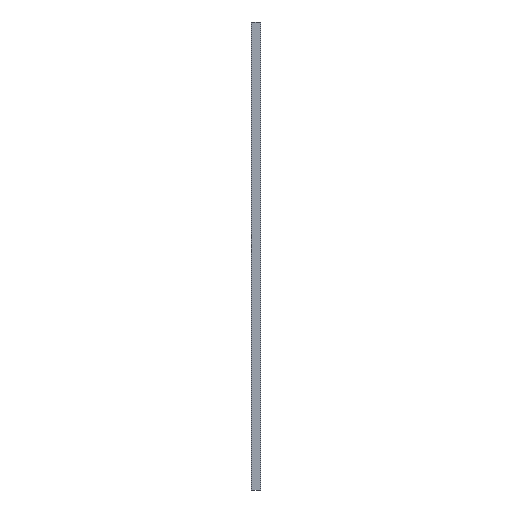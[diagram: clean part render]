
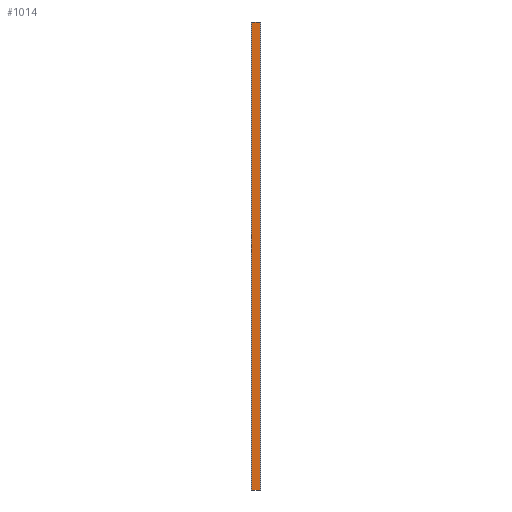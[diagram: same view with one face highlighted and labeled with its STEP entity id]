
A CAD part, left-side view. The second image highlights one B-rep face of the part: STEP entity #1014.
In plain terms, the highlighted planar face has unit normal (-1, 0, 0).
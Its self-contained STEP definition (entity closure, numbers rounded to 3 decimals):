
#82 = LINE ( 'NONE', #2916, #8684 ) ;
#191 = DIRECTION ( 'NONE',  ( 0., -1., 0. ) ) ;
#260 = CARTESIAN_POINT ( 'NONE',  ( -17.088, -44.963, 3000. ) ) ;
#391 = AXIS2_PLACEMENT_3D ( 'NONE', #4042, #8173, #2640 ) ;
#561 = EDGE_CURVE ( 'NONE', #6687, #2349, #82, .T. ) ;
#745 = EDGE_CURVE ( 'NONE', #5280, #1080, #7908, .T. ) ;
#795 = ORIENTED_EDGE ( 'NONE', *, *, #1223, .T. ) ;
#1014 = ADVANCED_FACE ( 'NONE', ( #3952 ), #5335, .F. ) ;
#1080 = VERTEX_POINT ( 'NONE', #7431 ) ;
#1084 = CARTESIAN_POINT ( 'NONE',  ( -17.088, 12.037, 3000. ) ) ;
#1223 = EDGE_CURVE ( 'NONE', #2349, #1080, #6597, .T. ) ;
#1577 = ORIENTED_EDGE ( 'NONE', *, *, #6585, .F. ) ;
#2349 = VERTEX_POINT ( 'NONE', #4243 ) ;
#2640 = DIRECTION ( 'NONE',  ( 0., 1., 0. ) ) ;
#2916 = CARTESIAN_POINT ( 'NONE',  ( -17.088, 12.037, 3000. ) ) ;
#3924 = EDGE_LOOP ( 'NONE', ( #795, #4001, #1577, #7372 ) ) ;
#3952 = FACE_OUTER_BOUND ( 'NONE', #3924, .T. ) ;
#4001 = ORIENTED_EDGE ( 'NONE', *, *, #745, .F. ) ;
#4042 = CARTESIAN_POINT ( 'NONE',  ( -17.088, 12.037, 3000. ) ) ;
#4243 = CARTESIAN_POINT ( 'NONE',  ( -17.088, 12.037, 0. ) ) ;
#4341 = DIRECTION ( 'NONE',  ( 0., 0., -1. ) ) ;
#5280 = VERTEX_POINT ( 'NONE', #260 ) ;
#5283 = VECTOR ( 'NONE', #191, 1000. ) ;
#5335 = PLANE ( 'NONE',  #391 ) ;
#5560 = VECTOR ( 'NONE', #4341, 1000. ) ;
#5707 = CARTESIAN_POINT ( 'NONE',  ( -17.088, 12.037, 3000. ) ) ;
#6375 = CARTESIAN_POINT ( 'NONE',  ( -17.088, -44.963, 3000. ) ) ;
#6585 = EDGE_CURVE ( 'NONE', #6687, #5280, #8627, .T. ) ;
#6597 = LINE ( 'NONE', #7380, #5283 ) ;
#6687 = VERTEX_POINT ( 'NONE', #1084 ) ;
#6727 = VECTOR ( 'NONE', #7978, 1000. ) ;
#7372 = ORIENTED_EDGE ( 'NONE', *, *, #561, .T. ) ;
#7380 = CARTESIAN_POINT ( 'NONE',  ( -17.088, 12.037, 0. ) ) ;
#7431 = CARTESIAN_POINT ( 'NONE',  ( -17.088, -44.963, 0. ) ) ;
#7908 = LINE ( 'NONE', #6375, #5560 ) ;
#7978 = DIRECTION ( 'NONE',  ( 0., -1., 0. ) ) ;
#8173 = DIRECTION ( 'NONE',  ( 1., 0., 0. ) ) ;
#8578 = DIRECTION ( 'NONE',  ( 0., 0., -1. ) ) ;
#8627 = LINE ( 'NONE', #5707, #6727 ) ;
#8684 = VECTOR ( 'NONE', #8578, 1000. ) ;
